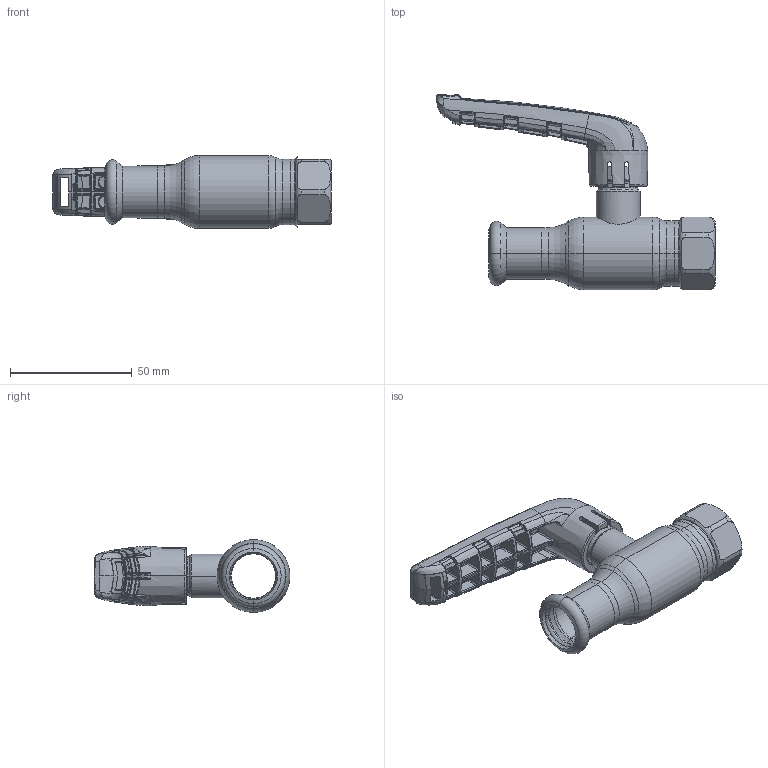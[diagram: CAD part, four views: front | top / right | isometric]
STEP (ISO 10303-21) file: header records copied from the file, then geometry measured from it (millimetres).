
FILE_DESCRIPTION (( 'STEP AP214' ), '1' );
FILE_NAME ('XPR21000 DN15 G34 x 18.step', '2018-09-25T08:51:16', ( '' ), ( '' ), 'SwSTEP 2.0', 'SolidWorks 2017', '' );
FILE_SCHEMA (( 'AUTOMOTIVE_DESIGN' ));
Length unit declared in the file: millimetre
Products named in the file (1): XPR21000 DN15 G34 x 18
Bounding box: 114.78 x 80.58 x 30 mm (x, y, z)
Surface area: 22471.8 mm2 (no closed solid volume)
Topology: 0 solids, 8 shells, 871 faces, 2550 edges, 1587 vertices
Faces by surface type: bspline 696, plane 64, cylinder 48, torus 35, cone 26, sphere 2
Entity records: 61955 total; most frequent: CARTESIAN_POINT 35609, ORIENTED_EDGE 4438, EDGE_CURVE 2514, DIRECTION 1730, B_SPLINE_CURVE_WITH_KNOTS 1726, VERTEX_POINT 1583, EDGE_LOOP 893, UNCERTAINTY_MEASURE_WITH_UNIT 873
